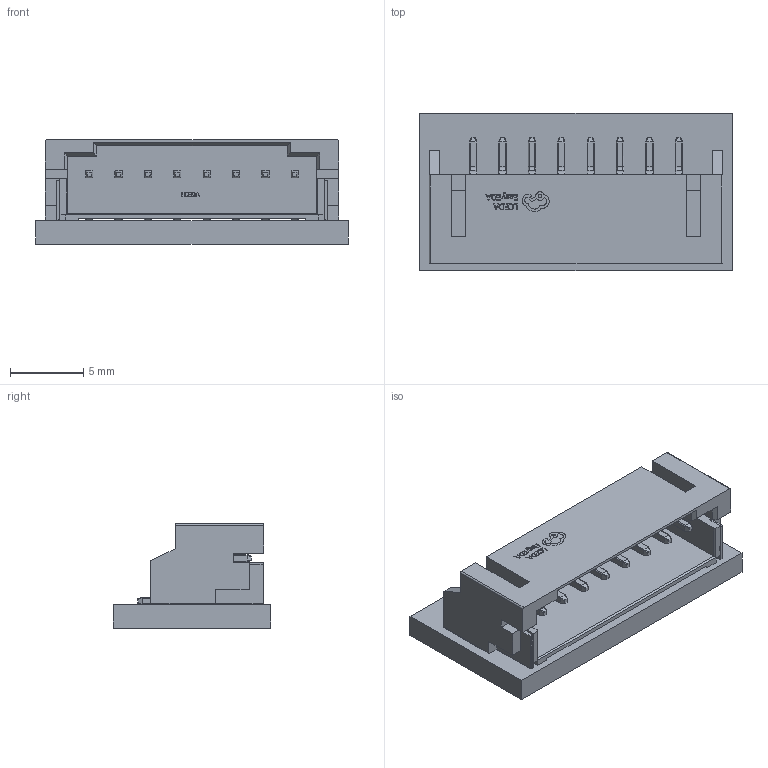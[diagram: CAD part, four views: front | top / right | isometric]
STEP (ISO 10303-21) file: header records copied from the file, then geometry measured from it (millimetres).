
FILE_DESCRIPTION(('Designed by EasyEDA Pro'),'2;1');
FILE_NAME('Open CASCADE Shape Model','2022-12-13T23:42:53',('Author'),( 'Open CASCADE'),'Open CASCADE STEP processor 7.6','Open CASCADE 7.6' ,'Unknown');
FILE_SCHEMA(('AUTOMOTIVE_DESIGN { 1 0 10303 214 1 1 1 1 }'));
Length unit declared in the file: millimetre
Products named in the file (5): PCBModel; COMPOUND; CN1; CONN-SMD_8P-P2.00_S8B-PH-SM4-TB-LF-SN
Assembly tree (4 placements, depth 4):
  PCBModel
    COMPOUND
    CN1
      CONN-SMD_8P-P2.00_S8B-PH-SM4-TB-LF-SN
        COMPOUND
Bounding box: 21.28 x 10.7 x 7.1 mm (x, y, z)
Volume: 619.3 mm3; surface area: 1556.2 mm2
Topology: 25 solids, 25 shells, 941 faces, 2379 edges, 1488 vertices
Faces by surface type: plane 541, cylinder 220, bspline 112, torus 64, sphere 4
Entity records: 37795 total; most frequent: CARTESIAN_POINT 7753, ORIENTED_EDGE 4750, DIRECTION 3815, EDGE_CURVE 2375, LINE 1587, VECTOR 1587, VERTEX_POINT 1488, AXIS2_PLACEMENT_3D 1114
